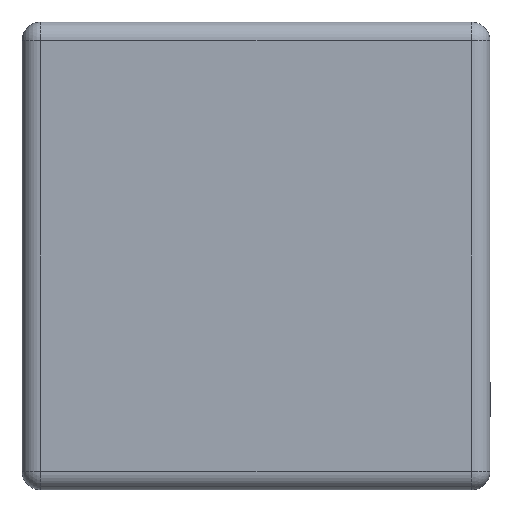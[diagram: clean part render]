
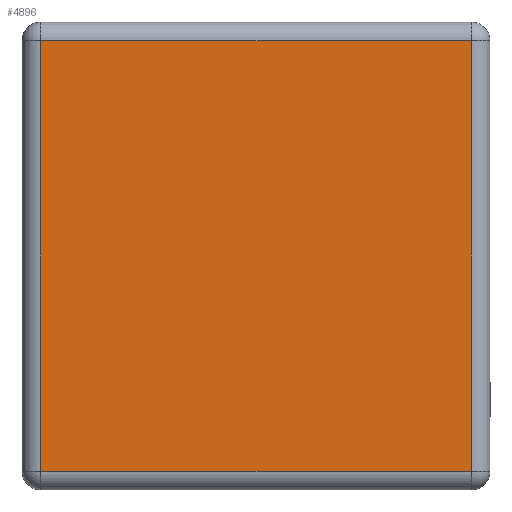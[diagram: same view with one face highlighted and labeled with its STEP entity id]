
A CAD part, left-side view. The second image highlights one B-rep face of the part: STEP entity #4896.
In plain terms, the highlighted planar face has unit normal (-1, 0, 0).
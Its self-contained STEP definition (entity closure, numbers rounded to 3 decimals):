
#431=FACE_OUTER_BOUND('',#722,.T.);
#722=EDGE_LOOP('',(#3537,#3538,#3539,#3540));
#1095=LINE('',#7412,#1550);
#1096=LINE('',#7414,#1551);
#1097=LINE('',#7416,#1552);
#1098=LINE('',#7417,#1553);
#1550=VECTOR('',#5970,1.);
#1551=VECTOR('',#5971,1.);
#1552=VECTOR('',#5972,1.);
#1553=VECTOR('',#5973,1.);
#2187=VERTEX_POINT('',#7410);
#2188=VERTEX_POINT('',#7411);
#2189=VERTEX_POINT('',#7413);
#2190=VERTEX_POINT('',#7415);
#2715=EDGE_CURVE('',#2187,#2188,#1095,.T.);
#2716=EDGE_CURVE('',#2189,#2187,#1096,.T.);
#2717=EDGE_CURVE('',#2190,#2189,#1097,.T.);
#2718=EDGE_CURVE('',#2188,#2190,#1098,.T.);
#3537=ORIENTED_EDGE('',*,*,#2715,.F.);
#3538=ORIENTED_EDGE('',*,*,#2716,.F.);
#3539=ORIENTED_EDGE('',*,*,#2717,.F.);
#3540=ORIENTED_EDGE('',*,*,#2718,.F.);
#4663=PLANE('',#5313);
#4896=ADVANCED_FACE('',(#431),#4663,.F.);
#5313=AXIS2_PLACEMENT_3D('',#7409,#5968,#5969);
#5968=DIRECTION('center_axis',(1.,0.,0.));
#5969=DIRECTION('ref_axis',(0.,0.,1.));
#5970=DIRECTION('',(0.,-1.,0.));
#5971=DIRECTION('',(0.,0.,1.));
#5972=DIRECTION('',(0.,1.,0.));
#5973=DIRECTION('',(0.,0.,-1.));
#7409=CARTESIAN_POINT('Origin',(-1.6,0.,1.25));
#7410=CARTESIAN_POINT('',(-1.6,1.15,2.4));
#7411=CARTESIAN_POINT('',(-1.6,-1.15,2.4));
#7412=CARTESIAN_POINT('',(-1.6,-1.25,2.4));
#7413=CARTESIAN_POINT('',(-1.6,1.15,0.1));
#7414=CARTESIAN_POINT('',(-1.6,1.15,2.5));
#7415=CARTESIAN_POINT('',(-1.6,-1.15,0.1));
#7416=CARTESIAN_POINT('',(-1.6,1.25,0.1));
#7417=CARTESIAN_POINT('',(-1.6,-1.15,0.));
